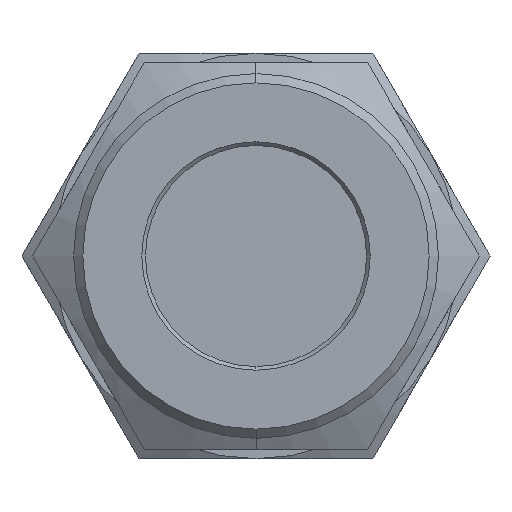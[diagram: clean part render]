
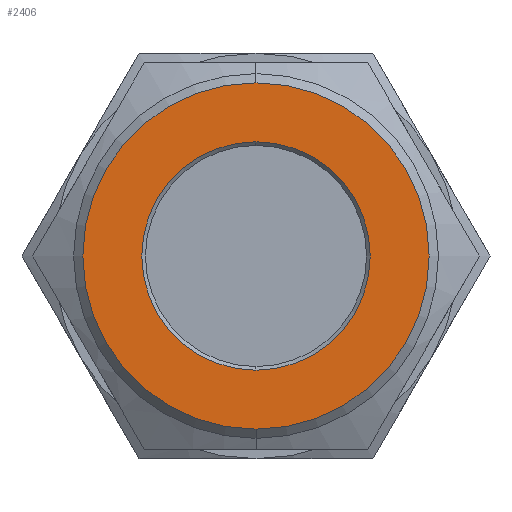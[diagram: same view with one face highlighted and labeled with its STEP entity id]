
A CAD part, front view. The second image highlights one B-rep face of the part: STEP entity #2406.
In plain terms, the highlighted planar face has unit normal (0, -1, 0).
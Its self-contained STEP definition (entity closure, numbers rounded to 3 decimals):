
#6 = EDGE_LOOP ( 'NONE', ( #2118, #2119 ) ) ;
#75 = EDGE_LOOP ( 'NONE', ( #2116, #2117 ) ) ;
#340 = DIRECTION ( 'NONE',  ( 0., 1., 0. ) ) ;
#341 = CARTESIAN_POINT ( 'NONE',  ( 0., -9.25, 0. ) ) ;
#424 = CIRCLE ( 'NONE', #3169, 9.4 ) ;
#426 = CIRCLE ( 'NONE', #3170, 6.2 ) ;
#543 = FACE_OUTER_BOUND ( 'NONE', #75, .T. ) ;
#545 = FACE_BOUND ( 'NONE', #6, .T. ) ;
#752 = CARTESIAN_POINT ( 'NONE',  ( 0., -9.25, 0. ) ) ;
#753 = DIRECTION ( 'NONE',  ( 0., -1., 0. ) ) ;
#754 = DIRECTION ( 'NONE',  ( 0., 0., 1. ) ) ;
#757 = CARTESIAN_POINT ( 'NONE',  ( 0., -9.25, 0. ) ) ;
#758 = DIRECTION ( 'NONE',  ( 0., 1., 0. ) ) ;
#759 = DIRECTION ( 'NONE',  ( 0., 0., -1. ) ) ;
#1373 = AXIS2_PLACEMENT_3D ( 'NONE', #2898, #2899, #2900 ) ;
#1670 = DIRECTION ( 'NONE',  ( 0., 0., -1. ) ) ;
#1686 = EDGE_CURVE ( 'NONE', #2601, #2598, #2303, .T. ) ;
#1756 = EDGE_CURVE ( 'NONE', #2571, #2572, #424, .T. ) ;
#1757 = EDGE_CURVE ( 'NONE', #2598, #2601, #426, .T. ) ;
#1872 = DIRECTION ( 'NONE',  ( 0., -1., 0. ) ) ;
#1873 = CARTESIAN_POINT ( 'NONE',  ( -9.9, -9.25, 0. ) ) ;
#1875 = PLANE ( 'NONE',  #3234 ) ;
#1877 = DIRECTION ( 'NONE',  ( 0., 0., 1. ) ) ;
#1944 = CARTESIAN_POINT ( 'NONE',  ( 0., -9.25, -9.4 ) ) ;
#1945 = CARTESIAN_POINT ( 'NONE',  ( 0., -9.25, 9.4 ) ) ;
#1962 = CARTESIAN_POINT ( 'NONE',  ( 0., -9.25, -6.2 ) ) ;
#1965 = CARTESIAN_POINT ( 'NONE',  ( 0., -9.25, 6.2 ) ) ;
#2116 = ORIENTED_EDGE ( 'NONE', *, *, #1756, .T. ) ;
#2117 = ORIENTED_EDGE ( 'NONE', *, *, #3133, .T. ) ;
#2118 = ORIENTED_EDGE ( 'NONE', *, *, #1686, .T. ) ;
#2119 = ORIENTED_EDGE ( 'NONE', *, *, #1757, .T. ) ;
#2303 = CIRCLE ( 'NONE', #3146, 6.2 ) ;
#2406 = ADVANCED_FACE ( 'NONE', ( #543, #545 ), #1875, .T. ) ;
#2571 = VERTEX_POINT ( 'NONE', #1944 ) ;
#2572 = VERTEX_POINT ( 'NONE', #1945 ) ;
#2598 = VERTEX_POINT ( 'NONE', #1962 ) ;
#2601 = VERTEX_POINT ( 'NONE', #1965 ) ;
#2898 = CARTESIAN_POINT ( 'NONE',  ( 0., -9.25, 0. ) ) ;
#2899 = DIRECTION ( 'NONE',  ( 0., -1., 0. ) ) ;
#2900 = DIRECTION ( 'NONE',  ( 0., 0., 1. ) ) ;
#2959 = CIRCLE ( 'NONE', #1373, 9.4 ) ;
#3133 = EDGE_CURVE ( 'NONE', #2572, #2571, #2959, .T. ) ;
#3146 = AXIS2_PLACEMENT_3D ( 'NONE', #341, #340, #1670 ) ;
#3169 = AXIS2_PLACEMENT_3D ( 'NONE', #752, #753, #754 ) ;
#3170 = AXIS2_PLACEMENT_3D ( 'NONE', #757, #758, #759 ) ;
#3234 = AXIS2_PLACEMENT_3D ( 'NONE', #1873, #1872, #1877 ) ;
